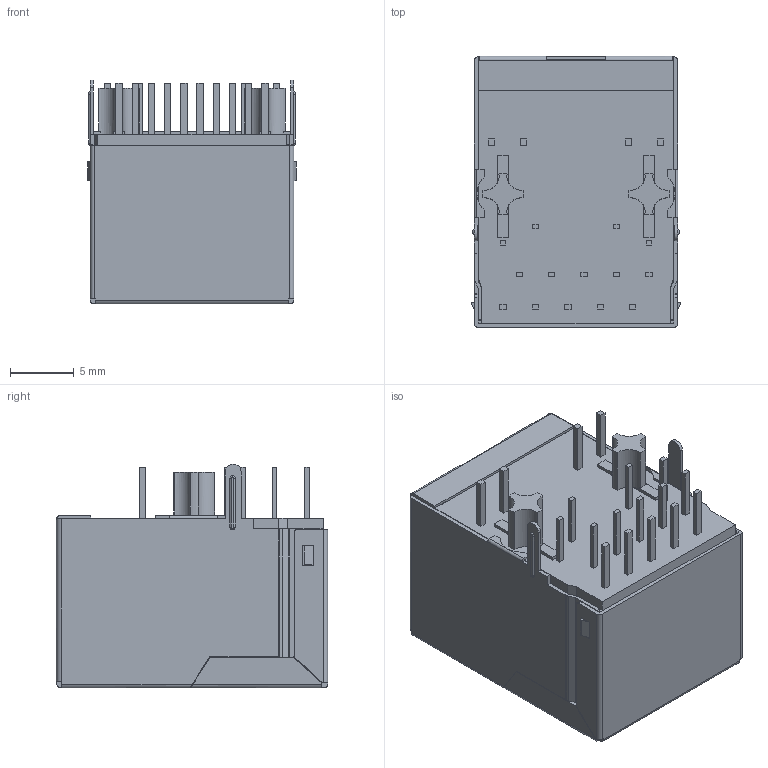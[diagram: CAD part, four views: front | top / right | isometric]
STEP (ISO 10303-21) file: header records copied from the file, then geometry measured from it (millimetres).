
FILE_DESCRIPTION((''),'2;1');
FILE_NAME('XWRJ-1108F1016','2020-07-30T',('YF-WYH'),(''),'PRO/ENGINEER BY PARAMETRIC TECHNOLOGY CORPORATION, 2010280','PRO/ENGINEER BY PARAMETRIC TECHNOLOGY CORPORATION, 2010280','');
FILE_SCHEMA(('CONFIG_CONTROL_DESIGN'));
Length unit declared in the file: millimetre
Products named in the file (1): XWRJ-1108F1016
Bounding box: 16.35 x 21.25 x 17.55 mm (x, y, z)
Volume: 3022 mm3; surface area: 3131.7 mm2
Topology: 1 solids, 3 shells, 542 faces, 1473 edges, 965 vertices
Faces by surface type: plane 425, cylinder 111, bspline 3, torus 3
Entity records: 17079 total; most frequent: CARTESIAN_POINT 3130, ORIENTED_EDGE 2946, DIRECTION 2773, EDGE_CURVE 1473, VECTOR 1215, LINE 1215, VERTEX_POINT 967, AXIS2_PLACEMENT_3D 779
